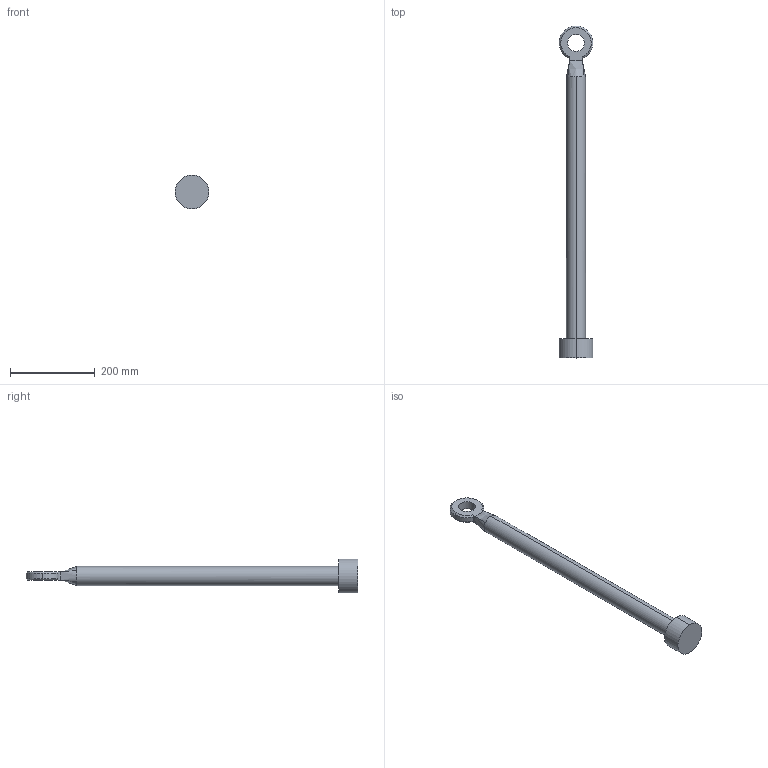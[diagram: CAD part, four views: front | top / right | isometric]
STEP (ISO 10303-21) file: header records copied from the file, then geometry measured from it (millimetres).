
FILE_DESCRIPTION (( 'STEP AP214' ), '1' );
FILE_NAME ('LiftPistGP.STEP', '2021-08-22T13:46:27', ( '' ), ( '' ), 'SwSTEP 2.0', 'SolidWorks 2018', '' );
FILE_SCHEMA (( 'AUTOMOTIVE_DESIGN' ));
Length unit declared in the file: millimetre
Products named in the file (1): LiftPistGP
Bounding box: 80 x 785 x 80 mm (x, y, z)
Volume: 1326305.1 mm3; surface area: 125833.2 mm2
Topology: 1 solids, 1 shells, 25 faces, 58 edges, 36 vertices
Faces by surface type: cylinder 9, cone 6, plane 6, bspline 4
Entity records: 1066 total; most frequent: CARTESIAN_POINT 470, ORIENTED_EDGE 116, DIRECTION 114, EDGE_CURVE 58, AXIS2_PLACEMENT_3D 44, VERTEX_POINT 36, EDGE_LOOP 28, LINE 26
